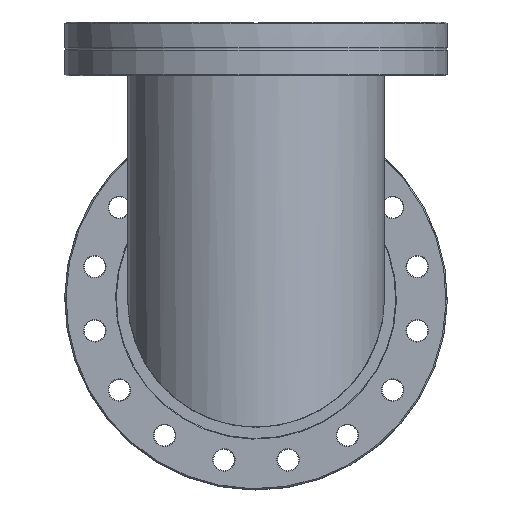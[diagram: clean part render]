
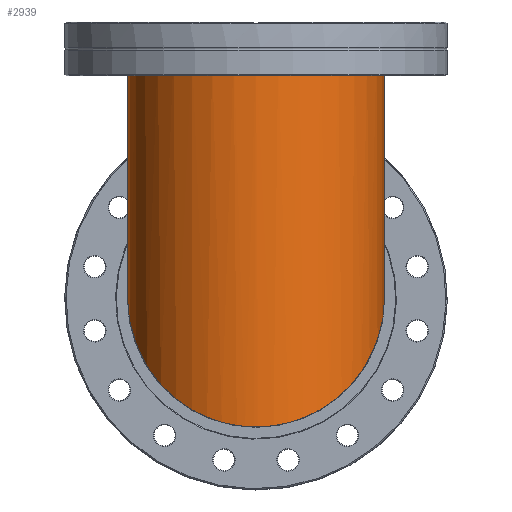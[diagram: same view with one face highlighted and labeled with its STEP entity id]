
A CAD part, front view. The second image highlights one B-rep face of the part: STEP entity #2939.
In plain terms, the highlighted cylindrical face has radius 50.8 mm (diameter 101.6 mm), a full revolution.
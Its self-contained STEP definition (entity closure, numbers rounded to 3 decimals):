
#284=CIRCLE('',#3196,50.8);
#285=CIRCLE('',#3197,50.8);
#429=CYLINDRICAL_SURFACE('',#3195,50.8);
#512=FACE_OUTER_BOUND('',#682,.T.);
#682=EDGE_LOOP('',(#1991,#1992,#1993,#1994,#1995,#1996));
#897=LINE('',#4196,#1061);
#1061=VECTOR('',#3483,50.8);
#1224=ELLIPSE('',#3191,71.842,50.8);
#1225=ELLIPSE('',#3192,71.842,50.8);
#1228=VERTEX_POINT('',#4183);
#1229=VERTEX_POINT('',#4184);
#1230=VERTEX_POINT('',#4186);
#1233=VERTEX_POINT('',#4194);
#1530=EDGE_CURVE('',#1228,#1229,#1224,.T.);
#1532=EDGE_CURVE('',#1229,#1230,#1225,.T.);
#1535=EDGE_CURVE('',#1233,#1233,#284,.T.);
#1536=EDGE_CURVE('',#1233,#1229,#897,.T.);
#1537=EDGE_CURVE('',#1228,#1230,#285,.T.);
#1991=ORIENTED_EDGE('',*,*,#1535,.F.);
#1992=ORIENTED_EDGE('',*,*,#1536,.T.);
#1993=ORIENTED_EDGE('',*,*,#1532,.T.);
#1994=ORIENTED_EDGE('',*,*,#1537,.F.);
#1995=ORIENTED_EDGE('',*,*,#1530,.T.);
#1996=ORIENTED_EDGE('',*,*,#1536,.F.);
#2939=ADVANCED_FACE('',(#512),#429,.T.);
#3191=AXIS2_PLACEMENT_3D('',#4185,#3470,#3471);
#3192=AXIS2_PLACEMENT_3D('',#4188,#3473,#3474);
#3195=AXIS2_PLACEMENT_3D('',#4193,#3479,#3480);
#3196=AXIS2_PLACEMENT_3D('',#4195,#3481,#3482);
#3197=AXIS2_PLACEMENT_3D('',#4197,#3484,#3485);
#3470=DIRECTION('center_axis',(0.,-0.707,
0.707));
#3471=DIRECTION('ref_axis',(0.,-0.707,-0.707));
#3473=DIRECTION('center_axis',(0.,-0.707,
0.707));
#3474=DIRECTION('ref_axis',(0.,-0.707,-0.707));
#3479=DIRECTION('center_axis',(0.,0.,1.));
#3480=DIRECTION('ref_axis',(-1.,0.,0.));
#3481=DIRECTION('center_axis',(0.,0.,1.));
#3482=DIRECTION('ref_axis',(-1.,0.,0.));
#3483=DIRECTION('',(0.,0.,-1.));
#3484=DIRECTION('center_axis',(0.,0.,-1.));
#3485=DIRECTION('ref_axis',(-1.,0.,0.));
#4183=CARTESIAN_POINT('',(0.9,-50.792,0.));
#4184=CARTESIAN_POINT('',(50.8,0.,50.792));
#4185=CARTESIAN_POINT('Origin',(0.,0.,50.792));
#4186=CARTESIAN_POINT('',(-0.9,-50.792,0.));
#4188=CARTESIAN_POINT('Origin',(0.,0.,50.792));
#4193=CARTESIAN_POINT('Origin',(0.,0.,0.));
#4194=CARTESIAN_POINT('',(50.8,0.,149.392));
#4195=CARTESIAN_POINT('Origin',(0.,0.,149.392));
#4196=CARTESIAN_POINT('',(50.8,0.,0.));
#4197=CARTESIAN_POINT('Origin',(0.,0.,0.));
